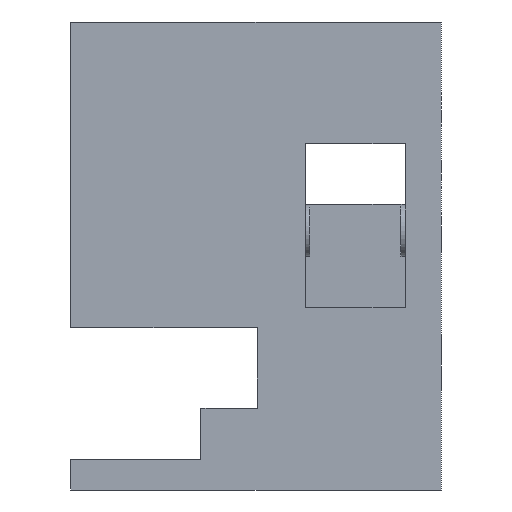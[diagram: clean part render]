
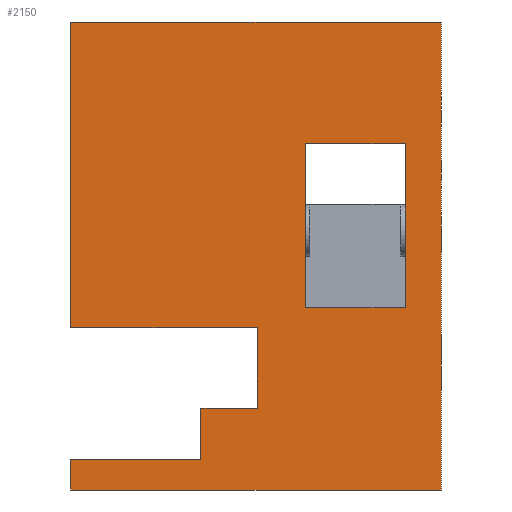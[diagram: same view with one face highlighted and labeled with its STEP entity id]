
A CAD part, front view. The second image highlights one B-rep face of the part: STEP entity #2150.
In plain terms, the highlighted planar face has unit normal (0, -1, 0).
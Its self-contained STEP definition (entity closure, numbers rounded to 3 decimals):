
#32 = VERTEX_POINT('',#33);
#33 = CARTESIAN_POINT('',(25.85,-23.,34.));
#39 = EDGE_CURVE('',#32,#40,#42,.T.);
#40 = VERTEX_POINT('',#41);
#41 = CARTESIAN_POINT('',(14.35,-23.,34.));
#42 = LINE('',#43,#44);
#43 = CARTESIAN_POINT('',(14.75,-23.,34.));
#44 = VECTOR('',#45,1.);
#45 = DIRECTION('',(-1.,0.,0.));
#77 = EDGE_CURVE('',#32,#78,#80,.T.);
#78 = VERTEX_POINT('',#79);
#79 = CARTESIAN_POINT('',(25.85,-23.,15.13));
#80 = LINE('',#81,#82);
#81 = CARTESIAN_POINT('',(25.85,-23.,34.));
#82 = VECTOR('',#83,1.);
#83 = DIRECTION('',(0.,0.,-1.));
#175 = EDGE_CURVE('',#176,#40,#178,.T.);
#176 = VERTEX_POINT('',#177);
#177 = CARTESIAN_POINT('',(14.35,-23.,15.13));
#178 = LINE('',#179,#180);
#179 = CARTESIAN_POINT('',(14.35,-23.,11.));
#180 = VECTOR('',#181,1.);
#181 = DIRECTION('',(0.,0.,1.));
#289 = EDGE_CURVE('',#290,#292,#294,.T.);
#290 = VERTEX_POINT('',#291);
#291 = CARTESIAN_POINT('',(-12.67,-23.,48.));
#292 = VERTEX_POINT('',#293);
#293 = CARTESIAN_POINT('',(-12.67,-23.,12.81));
#294 = LINE('',#295,#296);
#295 = CARTESIAN_POINT('',(-12.67,-23.,14.31));
#296 = VECTOR('',#297,1.);
#297 = DIRECTION('',(0.,0.,-1.));
#392 = VERTEX_POINT('',#393);
#393 = CARTESIAN_POINT('',(8.83,-23.,12.81));
#399 = EDGE_CURVE('',#392,#292,#400,.T.);
#400 = LINE('',#401,#402);
#401 = CARTESIAN_POINT('',(-2.5,-23.,12.81));
#402 = VECTOR('',#403,1.);
#403 = DIRECTION('',(-1.,-0.,-0.));
#536 = VERTEX_POINT('',#537);
#537 = CARTESIAN_POINT('',(30.,-23.,48.));
#561 = EDGE_CURVE('',#536,#290,#562,.T.);
#562 = LINE('',#563,#564);
#563 = CARTESIAN_POINT('',(-2.5,-23.,48.));
#564 = VECTOR('',#565,1.);
#565 = DIRECTION('',(-1.,-0.,-0.));
#695 = EDGE_CURVE('',#696,#536,#698,.T.);
#696 = VERTEX_POINT('',#697);
#697 = CARTESIAN_POINT('',(30.,-23.,-5.87));
#698 = LINE('',#699,#700);
#699 = CARTESIAN_POINT('',(30.,-23.,18.645));
#700 = VECTOR('',#701,1.);
#701 = DIRECTION('',(0.,0.,1.));
#811 = EDGE_CURVE('',#812,#696,#814,.T.);
#812 = VERTEX_POINT('',#813);
#813 = CARTESIAN_POINT('',(-12.67,-23.,-5.87));
#814 = LINE('',#815,#816);
#815 = CARTESIAN_POINT('',(-12.67,-23.,-5.87));
#816 = VECTOR('',#817,1.);
#817 = DIRECTION('',(1.,0.,0.));
#854 = VERTEX_POINT('',#855);
#855 = CARTESIAN_POINT('',(8.83,-23.,3.55));
#861 = EDGE_CURVE('',#854,#392,#862,.T.);
#862 = LINE('',#863,#864);
#863 = CARTESIAN_POINT('',(8.83,-23.,13.33));
#864 = VECTOR('',#865,1.);
#865 = DIRECTION('',(0.,0.,1.));
#930 = VERTEX_POINT('',#931);
#931 = CARTESIAN_POINT('',(2.33,-23.,3.55));
#937 = EDGE_CURVE('',#930,#854,#938,.T.);
#938 = LINE('',#939,#940);
#939 = CARTESIAN_POINT('',(7.83,-23.,3.55));
#940 = VECTOR('',#941,1.);
#941 = DIRECTION('',(1.,0.,0.));
#951 = EDGE_CURVE('',#952,#930,#954,.T.);
#952 = VERTEX_POINT('',#953);
#953 = CARTESIAN_POINT('',(2.33,-23.,-2.34));
#954 = LINE('',#955,#956);
#955 = CARTESIAN_POINT('',(2.33,-23.,2.05));
#956 = VECTOR('',#957,1.);
#957 = DIRECTION('',(0.,0.,1.));
#982 = EDGE_CURVE('',#952,#983,#985,.T.);
#983 = VERTEX_POINT('',#984);
#984 = CARTESIAN_POINT('',(-12.67,-23.,-2.34));
#985 = LINE('',#986,#987);
#986 = CARTESIAN_POINT('',(2.33,-23.,-2.34));
#987 = VECTOR('',#988,1.);
#988 = DIRECTION('',(-1.,0.,0.));
#1024 = EDGE_CURVE('',#983,#812,#1025,.T.);
#1025 = LINE('',#1026,#1027);
#1026 = CARTESIAN_POINT('',(-12.67,-23.,-0.84));
#1027 = VECTOR('',#1028,1.);
#1028 = DIRECTION('',(0.,0.,-1.));
#1737 = EDGE_CURVE('',#176,#78,#1738,.T.);
#1738 = LINE('',#1739,#1740);
#1739 = CARTESIAN_POINT('',(25.75,-23.,15.13));
#1740 = VECTOR('',#1741,1.);
#1741 = DIRECTION('',(1.,0.,0.));
#2150 = ADVANCED_FACE('',(#2151,#2163),#2169,.T.);
#2151 = FACE_BOUND('',#2152,.T.);
#2152 = EDGE_LOOP('',(#2153,#2154,#2155,#2156,#2157,#2158,#2159,#2160,
    #2161,#2162));
#2153 = ORIENTED_EDGE('',*,*,#811,.T.);
#2154 = ORIENTED_EDGE('',*,*,#695,.T.);
#2155 = ORIENTED_EDGE('',*,*,#561,.T.);
#2156 = ORIENTED_EDGE('',*,*,#289,.T.);
#2157 = ORIENTED_EDGE('',*,*,#399,.F.);
#2158 = ORIENTED_EDGE('',*,*,#861,.F.);
#2159 = ORIENTED_EDGE('',*,*,#937,.F.);
#2160 = ORIENTED_EDGE('',*,*,#951,.F.);
#2161 = ORIENTED_EDGE('',*,*,#982,.T.);
#2162 = ORIENTED_EDGE('',*,*,#1024,.T.);
#2163 = FACE_BOUND('',#2164,.T.);
#2164 = EDGE_LOOP('',(#2165,#2166,#2167,#2168));
#2165 = ORIENTED_EDGE('',*,*,#39,.F.);
#2166 = ORIENTED_EDGE('',*,*,#77,.T.);
#2167 = ORIENTED_EDGE('',*,*,#1737,.F.);
#2168 = ORIENTED_EDGE('',*,*,#175,.T.);
#2169 = PLANE('',#2170);
#2170 = AXIS2_PLACEMENT_3D('',#2171,#2172,#2173);
#2171 = CARTESIAN_POINT('',(7.955,-23.,18.344));
#2172 = DIRECTION('',(-0.,-1.,-0.));
#2173 = DIRECTION('',(0.,0.,-1.));
